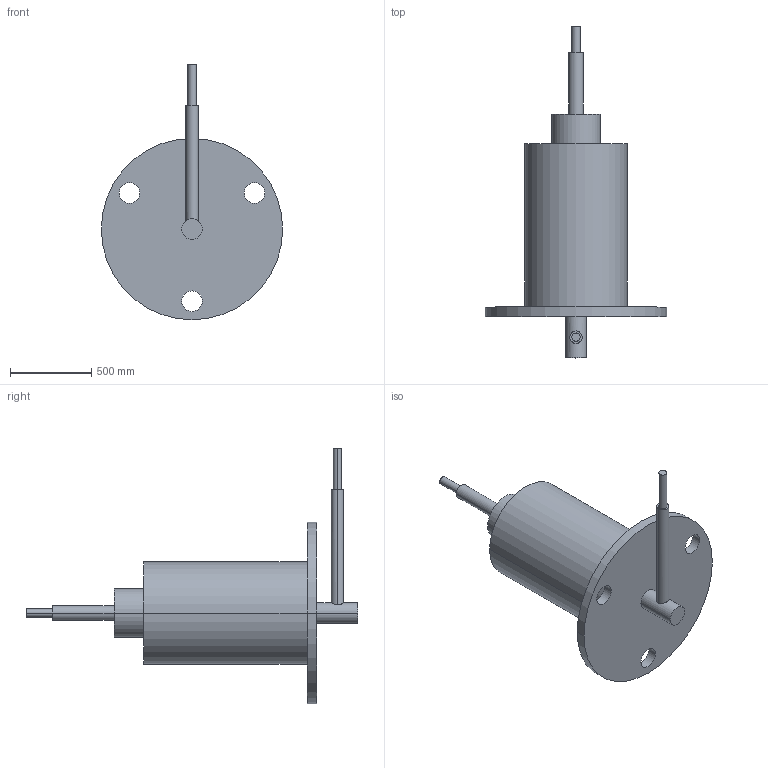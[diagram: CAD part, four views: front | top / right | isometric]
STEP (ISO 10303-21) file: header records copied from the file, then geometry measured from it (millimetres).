
FILE_DESCRIPTION((''),'2;1');
FILE_NAME('CA12XCAL','2011-12-05T',('MEGAUTO'),('MEGAUTO'),'PRO/ENGINEER BY PARAMETRIC TECHNOLOGY CORPORATION, 2009280','PRO/ENGINEER BY PARAMETRIC TECHNOLOGY CORPORATION, 2009280','');
FILE_SCHEMA(('CONFIG_CONTROL_DESIGN'));
Length unit declared in the file: inch
Products named in the file (1): CA12XCAL
Bounding box: 1117.6 x 2045.46 x 1574.8 mm (x, y, z)
Volume: 392586002.7 mm3; surface area: 4773612.1 mm2
Topology: 1 solids, 1 shells, 31 faces, 66 edges, 44 vertices
Faces by surface type: cylinder 22, plane 9
Entity records: 936 total; most frequent: DIRECTION 168, CARTESIAN_POINT 167, ORIENTED_EDGE 132, AXIS2_PLACEMENT_3D 73, EDGE_CURVE 66, VERTEX_POINT 44, EDGE_LOOP 44, CIRCLE 42
